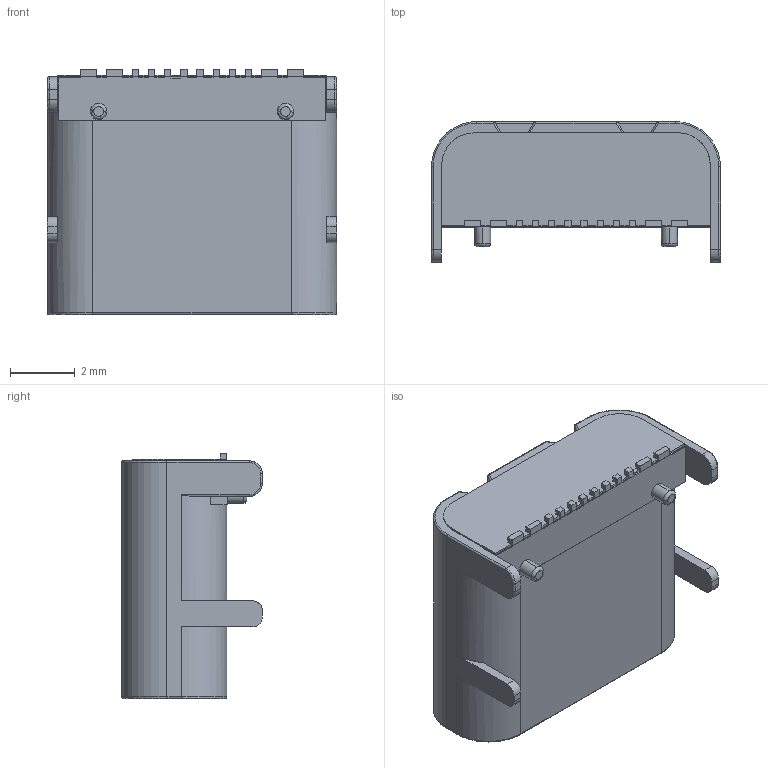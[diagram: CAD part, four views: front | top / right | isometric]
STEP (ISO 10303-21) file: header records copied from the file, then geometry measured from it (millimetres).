
FILE_DESCRIPTION (( 'STEP AP214' ), '1' );
FILE_NAME ('User Library-USB-TYPE-C20.STEP', '2019-09-25T10:12:34', ( '' ), ( '' ), 'SwSTEP 2.0', 'SolidWorks 2019', '' );
FILE_SCHEMA (( 'AUTOMOTIVE_DESIGN' ));
Length unit declared in the file: millimetre
Products named in the file (1): User Library-USB-TYPE-C20
Bounding box: 8.94 x 4.35 x 7.58 mm (x, y, z)
Volume: 116.2 mm3; surface area: 436.4 mm2
Topology: 1 solids, 1 shells, 241 faces, 644 edges, 400 vertices
Faces by surface type: plane 154, cylinder 57, bspline 27, torus 3
Entity records: 10570 total; most frequent: CARTESIAN_POINT 2262, ORIENTED_EDGE 1268, DIRECTION 1060, EDGE_CURVE 634, LINE 434, VECTOR 434, VERTEX_POINT 400, AXIS2_PLACEMENT_3D 313
